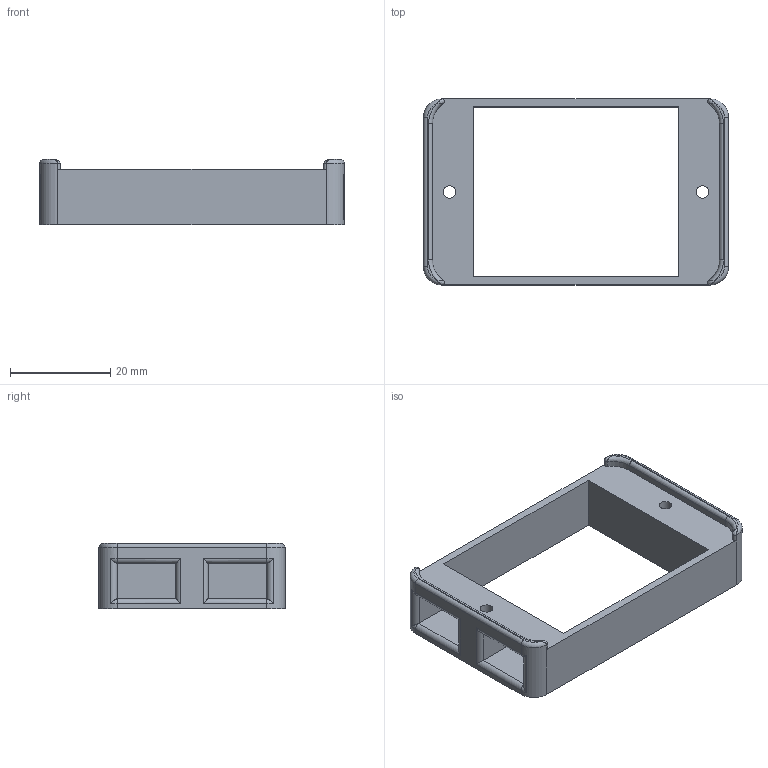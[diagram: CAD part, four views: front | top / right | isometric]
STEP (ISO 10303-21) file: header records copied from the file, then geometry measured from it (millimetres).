
FILE_DESCRIPTION(/* description */ ('STEP AP242','CAx-IF Rec.Pracs.---Representation and Presentation of Product Manufacturing Information (PMI)---4.0---2014-10-13','CAx-IF Rec.Pracs.---3D Tessellated Geometry---0.4---2014-09-14','2;1','CAx-IF Rec.Pracs.---User Defined Attributes---1.5---2016-08-15'),/* implementation_level */ '2;1');
FILE_NAME(/* name */ '691a181588d5628f75038b37',/* time_stamp */ '2025-11-16T18:29:41Z',/* author */ (''),/* organization */ (''),/* preprocessor_version */ 'ST-DEVELOPER v20',/* originating_system */ 'ONSHAPE BY PTC INC, 1.206',/* authorisation */ ' ');
FILE_SCHEMA (('AP242_MANAGED_MODEL_BASED_3D_ENGINEERING_MIM_LF { 1 0 10303 442 1 1 4 }'));
Length unit declared in the file: metre
Products named in the file (1): Part 1
Bounding box: 61 x 37.2 x 13 mm (x, y, z)
Volume: 6992.3 mm3; surface area: 7018.3 mm2
Topology: 1 solids, 1 shells, 88 faces, 222 edges, 132 vertices
Faces by surface type: plane 34, cylinder 34, torus 16, bspline 4
Full cylindrical faces by diameter (mm): 2.5 x2
Entity records: 2822 total; most frequent: CARTESIAN_POINT 697, DIRECTION 454, ORIENTED_EDGE 432, EDGE_CURVE 216, AXIS2_PLACEMENT_3D 169, VERTEX_POINT 132, LINE 116, VECTOR 116
